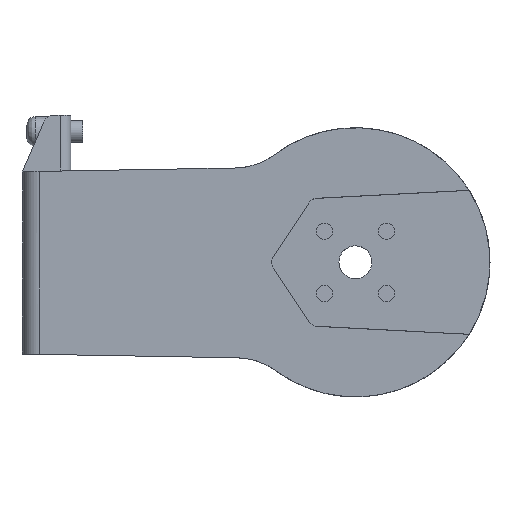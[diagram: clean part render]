
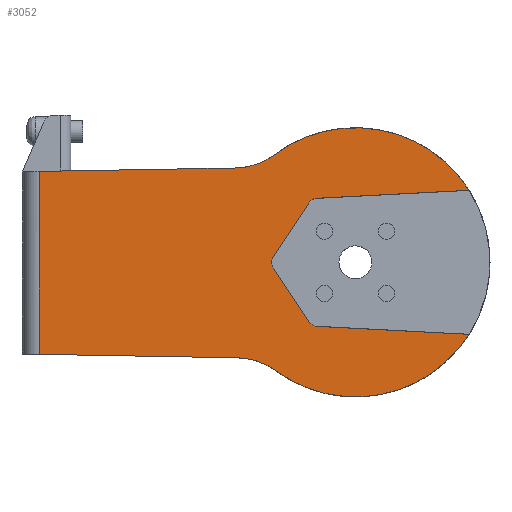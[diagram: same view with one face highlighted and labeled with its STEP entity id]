
A CAD part, left-side view. The second image highlights one B-rep face of the part: STEP entity #3052.
In plain terms, the highlighted planar face has unit normal (-1, 0.009, 0).
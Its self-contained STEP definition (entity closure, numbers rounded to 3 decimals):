
#219=FACE_OUTER_BOUND('',#398,.T.);
#398=EDGE_LOOP('',(#2225,#2226,#2227,#2228,#2229,#2230,#2231,#2232,#2233,
#2234,#2235,#2236,#2237,#2238));
#563=CIRCLE('',#3226,2.);
#564=CIRCLE('',#3229,2.);
#585=CIRCLE('',#3294,12.001);
#586=CIRCLE('',#3296,12.001);
#587=CIRCLE('',#3297,2.);
#690=LINE('',#4521,#913);
#693=LINE('',#4529,#916);
#767=LINE('',#5366,#990);
#770=LINE('',#5405,#993);
#771=LINE('',#5407,#994);
#772=LINE('',#5410,#995);
#773=LINE('',#5413,#996);
#913=VECTOR('',#3600,10.);
#916=VECTOR('',#3609,10.);
#990=VECTOR('',#3801,35.809);
#993=VECTOR('',#3816,33.304);
#994=VECTOR('',#3817,36.084);
#995=VECTOR('',#3820,10.);
#996=VECTOR('',#3823,10.);
#1135=ELLIPSE('',#3235,24.501,24.5);
#1136=ELLIPSE('',#3236,24.501,24.5);
#1218=VERTEX_POINT('',#4514);
#1219=VERTEX_POINT('',#4516);
#1220=VERTEX_POINT('',#4520);
#1221=VERTEX_POINT('',#4524);
#1222=VERTEX_POINT('',#4528);
#1229=VERTEX_POINT('',#4543);
#1230=VERTEX_POINT('',#4545);
#1231=VERTEX_POINT('',#4548);
#1336=VERTEX_POINT('',#5363);
#1337=VERTEX_POINT('',#5365);
#1339=VERTEX_POINT('',#5404);
#1340=VERTEX_POINT('',#5406);
#1341=VERTEX_POINT('',#5409);
#1342=VERTEX_POINT('',#5411);
#1540=EDGE_CURVE('',#1218,#1219,#563,.T.);
#1542=EDGE_CURVE('',#1219,#1220,#690,.T.);
#1544=EDGE_CURVE('',#1220,#1221,#564,.T.);
#1546=EDGE_CURVE('',#1221,#1222,#693,.T.);
#1554=EDGE_CURVE('',#1230,#1229,#1135,.T.);
#1556=EDGE_CURVE('',#1231,#1222,#1136,.T.);
#1685=EDGE_CURVE('',#1337,#1336,#767,.T.);
#1690=EDGE_CURVE('',#1337,#1229,#585,.T.);
#1691=EDGE_CURVE('',#1336,#1339,#770,.T.);
#1692=EDGE_CURVE('',#1339,#1340,#771,.T.);
#1693=EDGE_CURVE('',#1231,#1340,#586,.T.);
#1694=EDGE_CURVE('',#1341,#1218,#772,.T.);
#1695=EDGE_CURVE('',#1342,#1341,#587,.T.);
#1696=EDGE_CURVE('',#1230,#1342,#773,.T.);
#2225=ORIENTED_EDGE('',*,*,#1691,.T.);
#2226=ORIENTED_EDGE('',*,*,#1692,.T.);
#2227=ORIENTED_EDGE('',*,*,#1693,.F.);
#2228=ORIENTED_EDGE('',*,*,#1556,.T.);
#2229=ORIENTED_EDGE('',*,*,#1546,.F.);
#2230=ORIENTED_EDGE('',*,*,#1544,.F.);
#2231=ORIENTED_EDGE('',*,*,#1542,.F.);
#2232=ORIENTED_EDGE('',*,*,#1540,.F.);
#2233=ORIENTED_EDGE('',*,*,#1694,.F.);
#2234=ORIENTED_EDGE('',*,*,#1695,.F.);
#2235=ORIENTED_EDGE('',*,*,#1696,.F.);
#2236=ORIENTED_EDGE('',*,*,#1554,.T.);
#2237=ORIENTED_EDGE('',*,*,#1690,.F.);
#2238=ORIENTED_EDGE('',*,*,#1685,.T.);
#2962=PLANE('',#3295);
#3052=ADVANCED_FACE('',(#219),#2962,.T.);
#3226=AXIS2_PLACEMENT_3D('',#4517,#3595,#3596);
#3229=AXIS2_PLACEMENT_3D('',#4525,#3604,#3605);
#3235=AXIS2_PLACEMENT_3D('',#4546,#3622,#3623);
#3236=AXIS2_PLACEMENT_3D('',#4549,#3625,#3626);
#3294=AXIS2_PLACEMENT_3D('',#5402,#3812,#3813);
#3295=AXIS2_PLACEMENT_3D('',#5403,#3814,#3815);
#3296=AXIS2_PLACEMENT_3D('',#5408,#3818,#3819);
#3297=AXIS2_PLACEMENT_3D('',#5412,#3821,#3822);
#3595=DIRECTION('center_axis',(-1.,0.009,0.));
#3596=DIRECTION('ref_axis',(0.007,0.834,0.552));
#3600=DIRECTION('',(-0.005,-0.552,-0.834));
#3604=DIRECTION('center_axis',(-1.,0.009,0.));
#3605=DIRECTION('ref_axis',(0.007,0.834,-0.552));
#3609=DIRECTION('',(-0.009,-0.999,-0.052));
#3622=DIRECTION('center_axis',(-1.,0.009,0.));
#3623=DIRECTION('ref_axis',(-0.009,-1.,0.));
#3625=DIRECTION('center_axis',(-1.,0.009,0.));
#3626=DIRECTION('ref_axis',(-0.009,-1.,0.));
#3801=DIRECTION('',(0.009,1.,-0.017));
#3812=DIRECTION('center_axis',(-1.,0.009,0.));
#3813=DIRECTION('ref_axis',(-0.005,-0.601,-0.799));
#3814=DIRECTION('center_axis',(-1.,0.009,0.));
#3815=DIRECTION('ref_axis',(0.,0.,1.));
#3816=DIRECTION('',(0.,0.,-1.));
#3817=DIRECTION('',(-0.009,-1.,-0.017));
#3818=DIRECTION('center_axis',(-1.,0.009,0.));
#3819=DIRECTION('ref_axis',(0.,-0.017,1.));
#3820=DIRECTION('',(0.005,0.552,-0.834));
#3821=DIRECTION('center_axis',(-1.,0.009,0.));
#3822=DIRECTION('ref_axis',(0.,0.052,0.999));
#3823=DIRECTION('',(0.009,0.999,-0.052));
#4514=CARTESIAN_POINT('',(-27.898,-39.592,1.104));
#4516=CARTESIAN_POINT('',(-27.898,-39.592,-1.104));
#4517=CARTESIAN_POINT('Origin',(-27.912,-41.26,0.));
#4520=CARTESIAN_POINT('',(-27.954,-45.991,-10.771));
#4521=CARTESIAN_POINT('',(-27.923,-42.485,-5.474));
#4524=CARTESIAN_POINT('',(-27.967,-47.554,-11.664));
#4525=CARTESIAN_POINT('Origin',(-27.968,-47.658,-9.667));
#4528=CARTESIAN_POINT('',(-28.209,-75.196,-13.113));
#4529=CARTESIAN_POINT('',(-27.869,-36.233,-11.071));
#4543=CARTESIAN_POINT('',(-27.899,-39.778,19.583));
#4545=CARTESIAN_POINT('',(-28.209,-75.196,13.113));
#4546=CARTESIAN_POINT('Origin',(-28.028,-54.5,0.));
#4548=CARTESIAN_POINT('',(-27.901,-39.962,-19.721));
#4549=CARTESIAN_POINT('Origin',(-28.028,-54.5,0.));
#5363=CARTESIAN_POINT('',(-27.526,3.026,16.552));
#5365=CARTESIAN_POINT('',(-27.838,-32.776,17.177));
#5366=CARTESIAN_POINT('',(-27.838,-32.776,17.177));
#5402=CARTESIAN_POINT('Origin',(-27.837,-32.567,29.176));
#5403=CARTESIAN_POINT('Origin',(-27.5,6.,-25.886));
#5404=CARTESIAN_POINT('',(-27.526,3.026,-16.752));
#5405=CARTESIAN_POINT('',(-27.526,3.026,16.552));
#5406=CARTESIAN_POINT('',(-27.841,-33.051,-17.382));
#5407=CARTESIAN_POINT('',(-27.526,3.026,-16.752));
#5408=CARTESIAN_POINT('Origin',(-27.839,-32.842,-29.381));
#5409=CARTESIAN_POINT('',(-27.954,-45.991,10.771));
#5410=CARTESIAN_POINT('',(-27.774,-25.417,-20.313));
#5411=CARTESIAN_POINT('',(-27.967,-47.554,11.664));
#5412=CARTESIAN_POINT('Origin',(-27.968,-47.658,9.667));
#5413=CARTESIAN_POINT('',(-27.711,-18.183,10.125));
